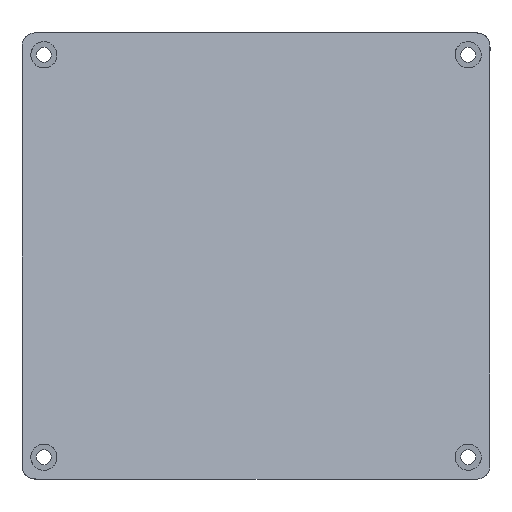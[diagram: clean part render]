
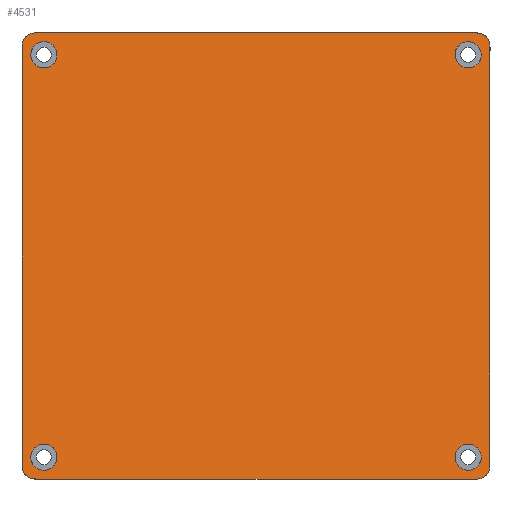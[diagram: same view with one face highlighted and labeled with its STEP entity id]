
A CAD part, left-side view. The second image highlights one B-rep face of the part: STEP entity #4531.
In plain terms, the highlighted planar face has unit normal (-0.985, 0, 0.174).
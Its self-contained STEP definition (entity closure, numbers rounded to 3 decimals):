
#35=ELLIPSE('',#4830,3.046,3.);
#36=ELLIPSE('',#4831,3.046,3.);
#37=ELLIPSE('',#4832,3.046,3.);
#38=ELLIPSE('',#4833,3.046,3.);
#39=B_SPLINE_CURVE_WITH_KNOTS('',3,(#6544,#6545,#6546,#6547,#6548,#6549,
#6550,#6551,#6552,#6553,#6554,#6555),.UNSPECIFIED.,.F.,.F.,(4,2,2,2,2,4),
(0.,0.112,0.21,0.294,0.377,
0.472),.UNSPECIFIED.);
#41=B_SPLINE_CURVE_WITH_KNOTS('',3,(#6586,#6587,#6588,#6589,#6590,#6591,
#6592,#6593,#6594,#6595,#6596,#6597),.UNSPECIFIED.,.F.,.F.,(4,2,2,2,2,4),
(0.,0.127,0.237,0.354,0.448,
0.561),.UNSPECIFIED.);
#42=B_SPLINE_CURVE_WITH_KNOTS('',3,(#6601,#6602,#6603,#6604,#6605,#6606,
#6607,#6608,#6609,#6610,#6611,#6612),.UNSPECIFIED.,.F.,.F.,(4,2,2,2,2,4),
(0.,0.123,0.228,0.342,0.44,
0.557),.UNSPECIFIED.);
#43=B_SPLINE_CURVE_WITH_KNOTS('',3,(#6615,#6616,#6617,#6618,#6619,#6620,
#6621,#6622,#6623,#6624,#6625,#6626),.UNSPECIFIED.,.F.,.F.,(4,2,2,2,2,4),
(0.,0.127,0.237,0.354,0.448,
0.562),.UNSPECIFIED.);
#91=LINE('',#6576,#581);
#95=LINE('',#6584,#585);
#96=LINE('',#6599,#586);
#97=LINE('',#6614,#587);
#581=VECTOR('',#5261,10.);
#585=VECTOR('',#5267,10.);
#586=VECTOR('',#5268,10.);
#587=VECTOR('',#5269,10.);
#1148=FACE_BOUND('',#1471,.T.);
#1149=FACE_BOUND('',#1472,.T.);
#1150=FACE_BOUND('',#1473,.T.);
#1151=FACE_BOUND('',#1474,.T.);
#1210=FACE_OUTER_BOUND('',#1470,.T.);
#1470=EDGE_LOOP('',(#3058,#3059,#3060,#3061,#3062,#3063,#3064,#3065));
#1471=EDGE_LOOP('',(#3066));
#1472=EDGE_LOOP('',(#3067));
#1473=EDGE_LOOP('',(#3068));
#1474=EDGE_LOOP('',(#3069));
#1926=VERTEX_POINT('',#6542);
#1927=VERTEX_POINT('',#6543);
#1929=VERTEX_POINT('',#6575);
#1932=VERTEX_POINT('',#6583);
#1933=VERTEX_POINT('',#6585);
#1934=VERTEX_POINT('',#6598);
#1935=VERTEX_POINT('',#6600);
#1936=VERTEX_POINT('',#6613);
#1937=VERTEX_POINT('',#6627);
#1938=VERTEX_POINT('',#6629);
#1939=VERTEX_POINT('',#6631);
#1940=VERTEX_POINT('',#6633);
#2370=EDGE_CURVE('',#1926,#1927,#39,.T.);
#2373=EDGE_CURVE('',#1926,#1929,#91,.T.);
#2377=EDGE_CURVE('',#1927,#1932,#95,.T.);
#2378=EDGE_CURVE('',#1933,#1932,#41,.T.);
#2379=EDGE_CURVE('',#1933,#1934,#96,.T.);
#2380=EDGE_CURVE('',#1935,#1934,#42,.T.);
#2381=EDGE_CURVE('',#1936,#1935,#97,.T.);
#2382=EDGE_CURVE('',#1929,#1936,#43,.T.);
#2383=EDGE_CURVE('',#1937,#1937,#35,.T.);
#2384=EDGE_CURVE('',#1938,#1938,#36,.T.);
#2385=EDGE_CURVE('',#1939,#1939,#37,.T.);
#2386=EDGE_CURVE('',#1940,#1940,#38,.T.);
#3058=ORIENTED_EDGE('',*,*,#2370,.T.);
#3059=ORIENTED_EDGE('',*,*,#2377,.T.);
#3060=ORIENTED_EDGE('',*,*,#2378,.F.);
#3061=ORIENTED_EDGE('',*,*,#2379,.T.);
#3062=ORIENTED_EDGE('',*,*,#2380,.F.);
#3063=ORIENTED_EDGE('',*,*,#2381,.F.);
#3064=ORIENTED_EDGE('',*,*,#2382,.F.);
#3065=ORIENTED_EDGE('',*,*,#2373,.F.);
#3066=ORIENTED_EDGE('',*,*,#2383,.T.);
#3067=ORIENTED_EDGE('',*,*,#2384,.T.);
#3068=ORIENTED_EDGE('',*,*,#2385,.T.);
#3069=ORIENTED_EDGE('',*,*,#2386,.T.);
#4371=PLANE('',#4829);
#4531=ADVANCED_FACE('',(#1210,#1148,#1149,#1150,#1151),#4371,.T.);
#4829=AXIS2_PLACEMENT_3D('',#6582,#5265,#5266);
#4830=AXIS2_PLACEMENT_3D('',#6628,#5270,#5271);
#4831=AXIS2_PLACEMENT_3D('',#6630,#5272,#5273);
#4832=AXIS2_PLACEMENT_3D('',#6632,#5274,#5275);
#4833=AXIS2_PLACEMENT_3D('',#6634,#5276,#5277);
#5261=DIRECTION('',(-0.174,0.,-0.985));
#5265=DIRECTION('center_axis',(-0.985,0.,0.174));
#5266=DIRECTION('ref_axis',(-0.174,0.,-0.985));
#5267=DIRECTION('',(0.,1.,0.));
#5268=DIRECTION('',(-0.174,0.,-0.985));
#5269=DIRECTION('',(0.,1.,0.));
#5270=DIRECTION('center_axis',(0.985,0.,-0.174));
#5271=DIRECTION('ref_axis',(-0.174,0.,-0.985));
#5272=DIRECTION('center_axis',(0.985,0.,-0.174));
#5273=DIRECTION('ref_axis',(-0.174,0.,-0.985));
#5274=DIRECTION('center_axis',(0.985,0.,-0.174));
#5275=DIRECTION('ref_axis',(-0.174,0.,-0.985));
#5276=DIRECTION('center_axis',(0.985,0.,-0.174));
#5277=DIRECTION('ref_axis',(-0.174,0.,-0.985));
#6542=CARTESIAN_POINT('',(57.01,-60.139,99.473));
#6543=CARTESIAN_POINT('',(57.589,-56.739,102.757));
#6544=CARTESIAN_POINT('Ctrl Pts',(57.01,-60.139,99.473));
#6545=CARTESIAN_POINT('Ctrl Pts',(57.075,-60.138,99.841));
#6546=CARTESIAN_POINT('Ctrl Pts',(57.145,-60.126,100.236));
#6547=CARTESIAN_POINT('Ctrl Pts',(57.283,-59.889,101.024));
#6548=CARTESIAN_POINT('Ctrl Pts',(57.342,-59.708,101.357));
#6549=CARTESIAN_POINT('Ctrl Pts',(57.443,-59.231,101.93));
#6550=CARTESIAN_POINT('Ctrl Pts',(57.489,-58.943,102.187));
#6551=CARTESIAN_POINT('Ctrl Pts',(57.557,-58.249,102.575));
#6552=CARTESIAN_POINT('Ctrl Pts',(57.573,-57.922,102.663));
#6553=CARTESIAN_POINT('Ctrl Pts',(57.589,-57.329,102.757));
#6554=CARTESIAN_POINT('Ctrl Pts',(57.589,-57.029,102.757));
#6555=CARTESIAN_POINT('Ctrl Pts',(57.589,-56.739,102.757));
#6575=CARTESIAN_POINT('',(40.203,-60.139,4.157));
#6576=CARTESIAN_POINT('',(57.589,-60.139,102.757));
#6582=CARTESIAN_POINT('Origin',(57.589,0.,102.757));
#6583=CARTESIAN_POINT('',(57.589,43.461,102.757));
#6584=CARTESIAN_POINT('',(57.589,-60.139,102.757));
#6585=CARTESIAN_POINT('',(56.99,46.861,99.357));
#6586=CARTESIAN_POINT('Ctrl Pts',(56.99,46.861,99.357));
#6587=CARTESIAN_POINT('Ctrl Pts',(57.063,46.861,99.774));
#6588=CARTESIAN_POINT('Ctrl Pts',(57.142,46.861,100.221));
#6589=CARTESIAN_POINT('Ctrl Pts',(57.299,46.577,101.112));
#6590=CARTESIAN_POINT('Ctrl Pts',(57.357,46.367,101.439));
#6591=CARTESIAN_POINT('Ctrl Pts',(57.449,45.918,101.966));
#6592=CARTESIAN_POINT('Ctrl Pts',(57.498,45.603,102.24));
#6593=CARTESIAN_POINT('Ctrl Pts',(57.561,44.897,102.597));
#6594=CARTESIAN_POINT('Ctrl Pts',(57.574,44.602,102.672));
#6595=CARTESIAN_POINT('Ctrl Pts',(57.589,44.038,102.757));
#6596=CARTESIAN_POINT('Ctrl Pts',(57.589,43.745,102.757));
#6597=CARTESIAN_POINT('Ctrl Pts',(57.589,43.461,102.757));
#6598=CARTESIAN_POINT('',(40.203,46.861,4.157));
#6599=CARTESIAN_POINT('',(44.1,46.861,26.257));
#6600=CARTESIAN_POINT('',(39.604,43.461,0.757));
#6601=CARTESIAN_POINT('Ctrl Pts',(39.604,43.461,0.757));
#6602=CARTESIAN_POINT('Ctrl Pts',(39.604,43.871,0.757));
#6603=CARTESIAN_POINT('Ctrl Pts',(39.604,44.309,0.757));
#6604=CARTESIAN_POINT('Ctrl Pts',(39.651,45.179,1.026));
#6605=CARTESIAN_POINT('Ctrl Pts',(39.686,45.5,1.224));
#6606=CARTESIAN_POINT('Ctrl Pts',(39.764,46.037,1.666));
#6607=CARTESIAN_POINT('Ctrl Pts',(39.818,46.312,1.975));
#6608=CARTESIAN_POINT('Ctrl Pts',(39.942,46.685,2.675));
#6609=CARTESIAN_POINT('Ctrl Pts',(39.996,46.767,2.98));
#6610=CARTESIAN_POINT('Ctrl Pts',(40.098,46.861,3.562));
#6611=CARTESIAN_POINT('Ctrl Pts',(40.152,46.861,3.865));
#6612=CARTESIAN_POINT('Ctrl Pts',(40.203,46.861,4.157));
#6613=CARTESIAN_POINT('',(39.604,-56.739,0.757));
#6614=CARTESIAN_POINT('',(39.604,0.,0.757));
#6615=CARTESIAN_POINT('Ctrl Pts',(40.203,-60.139,4.157));
#6616=CARTESIAN_POINT('Ctrl Pts',(40.13,-60.139,3.741));
#6617=CARTESIAN_POINT('Ctrl Pts',(40.051,-60.139,3.295));
#6618=CARTESIAN_POINT('Ctrl Pts',(39.894,-59.855,2.403));
#6619=CARTESIAN_POINT('Ctrl Pts',(39.836,-59.645,2.077));
#6620=CARTESIAN_POINT('Ctrl Pts',(39.743,-59.197,1.55));
#6621=CARTESIAN_POINT('Ctrl Pts',(39.695,-58.882,1.276));
#6622=CARTESIAN_POINT('Ctrl Pts',(39.632,-58.176,0.919));
#6623=CARTESIAN_POINT('Ctrl Pts',(39.619,-57.88,0.843));
#6624=CARTESIAN_POINT('Ctrl Pts',(39.604,-57.317,0.757));
#6625=CARTESIAN_POINT('Ctrl Pts',(39.604,-57.023,0.757));
#6626=CARTESIAN_POINT('Ctrl Pts',(39.604,-56.739,0.757));
#6627=CARTESIAN_POINT('',(40.485,38.861,5.757));
#6628=CARTESIAN_POINT('Origin',(40.485,41.861,5.757));
#6629=CARTESIAN_POINT('',(56.707,-58.139,97.757));
#6630=CARTESIAN_POINT('Origin',(56.707,-55.139,97.757));
#6631=CARTESIAN_POINT('',(56.707,38.861,97.757));
#6632=CARTESIAN_POINT('Origin',(56.707,41.861,97.757));
#6633=CARTESIAN_POINT('',(40.485,-58.139,5.757));
#6634=CARTESIAN_POINT('Origin',(40.485,-55.139,5.757));
